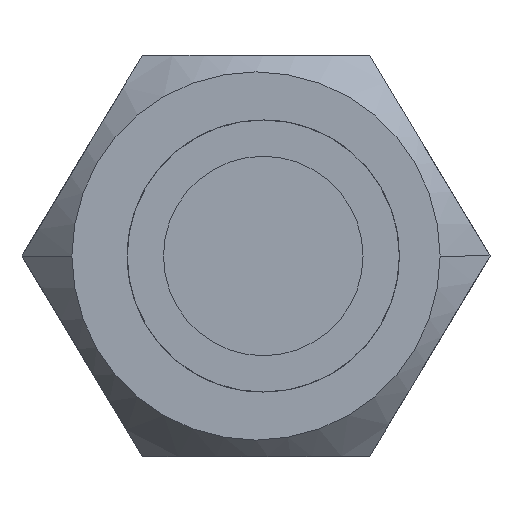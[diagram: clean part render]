
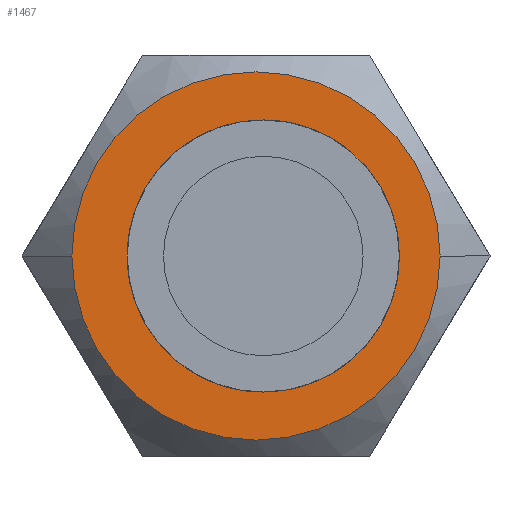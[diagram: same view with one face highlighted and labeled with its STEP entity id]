
A CAD part, left-side view. The second image highlights one B-rep face of the part: STEP entity #1467.
In plain terms, the highlighted planar face has unit normal (-1, 0, 0).
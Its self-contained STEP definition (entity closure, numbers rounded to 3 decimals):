
#11 = AXIS2_PLACEMENT_3D ( 'NONE', #3317, #1102, #527 ) ;
#527 = DIRECTION ( 'NONE',  ( 0., 0., -1. ) ) ;
#562 = PLANE ( 'NONE',  #11 ) ;
#565 = CARTESIAN_POINT ( 'NONE',  ( 0., 5.16, 0. ) ) ;
#581 = DIRECTION ( 'NONE',  ( 0., 0., -1. ) ) ;
#614 = CARTESIAN_POINT ( 'NONE',  ( 0., 5., 0. ) ) ;
#826 = CIRCLE ( 'NONE', #3143, 4.06 ) ;
#849 = AXIS2_PLACEMENT_3D ( 'NONE', #1276, #1212, #1049 ) ;
#1049 = DIRECTION ( 'NONE',  ( 0., 0., -1. ) ) ;
#1057 = EDGE_LOOP ( 'NONE', ( #2599, #1060 ) ) ;
#1060 = ORIENTED_EDGE ( 'NONE', *, *, #3417, .T. ) ;
#1086 = CIRCLE ( 'NONE', #2968, 4.06 ) ;
#1102 = DIRECTION ( 'NONE',  ( 1., 0., 0. ) ) ;
#1212 = DIRECTION ( 'NONE',  ( -1., 0., 0. ) ) ;
#1225 = CIRCLE ( 'NONE', #2359, 3. ) ;
#1276 = CARTESIAN_POINT ( 'NONE',  ( 0., 5., 0. ) ) ;
#1306 = CARTESIAN_POINT ( 'NONE',  ( 0., 5., -3. ) ) ;
#1356 = CIRCLE ( 'NONE', #849, 3. ) ;
#1467 = ADVANCED_FACE ( 'NONE', ( #2051, #1844 ), #562, .F. ) ;
#1654 = CARTESIAN_POINT ( 'NONE',  ( 0., 1.1, 0. ) ) ;
#1716 = CARTESIAN_POINT ( 'NONE',  ( 0., 9.22, 0. ) ) ;
#1738 = EDGE_CURVE ( 'NONE', #2943, #3592, #1225, .T. ) ;
#1844 = FACE_OUTER_BOUND ( 'NONE', #1057, .T. ) ;
#2051 = FACE_BOUND ( 'NONE', #2097, .T. ) ;
#2097 = EDGE_LOOP ( 'NONE', ( #2812, #3425 ) ) ;
#2254 = VERTEX_POINT ( 'NONE', #1654 ) ;
#2359 = AXIS2_PLACEMENT_3D ( 'NONE', #614, #3359, #581 ) ;
#2364 = CARTESIAN_POINT ( 'NONE',  ( 0., 5., 3. ) ) ;
#2382 = EDGE_CURVE ( 'NONE', #3078, #2254, #1086, .T. ) ;
#2599 = ORIENTED_EDGE ( 'NONE', *, *, #2382, .T. ) ;
#2812 = ORIENTED_EDGE ( 'NONE', *, *, #1738, .F. ) ;
#2857 = DIRECTION ( 'NONE',  ( 0., -1., 0. ) ) ;
#2943 = VERTEX_POINT ( 'NONE', #1306 ) ;
#2968 = AXIS2_PLACEMENT_3D ( 'NONE', #3156, #3409, #2857 ) ;
#3078 = VERTEX_POINT ( 'NONE', #1716 ) ;
#3132 = EDGE_CURVE ( 'NONE', #3592, #2943, #1356, .T. ) ;
#3143 = AXIS2_PLACEMENT_3D ( 'NONE', #565, #3290, #3320 ) ;
#3156 = CARTESIAN_POINT ( 'NONE',  ( 0., 5.16, 0. ) ) ;
#3290 = DIRECTION ( 'NONE',  ( -1., 0., 0. ) ) ;
#3317 = CARTESIAN_POINT ( 'NONE',  ( 0., 0., 0. ) ) ;
#3320 = DIRECTION ( 'NONE',  ( 0., -1., 0. ) ) ;
#3359 = DIRECTION ( 'NONE',  ( -1., 0., 0. ) ) ;
#3409 = DIRECTION ( 'NONE',  ( -1., 0., 0. ) ) ;
#3417 = EDGE_CURVE ( 'NONE', #2254, #3078, #826, .T. ) ;
#3425 = ORIENTED_EDGE ( 'NONE', *, *, #3132, .F. ) ;
#3592 = VERTEX_POINT ( 'NONE', #2364 ) ;
